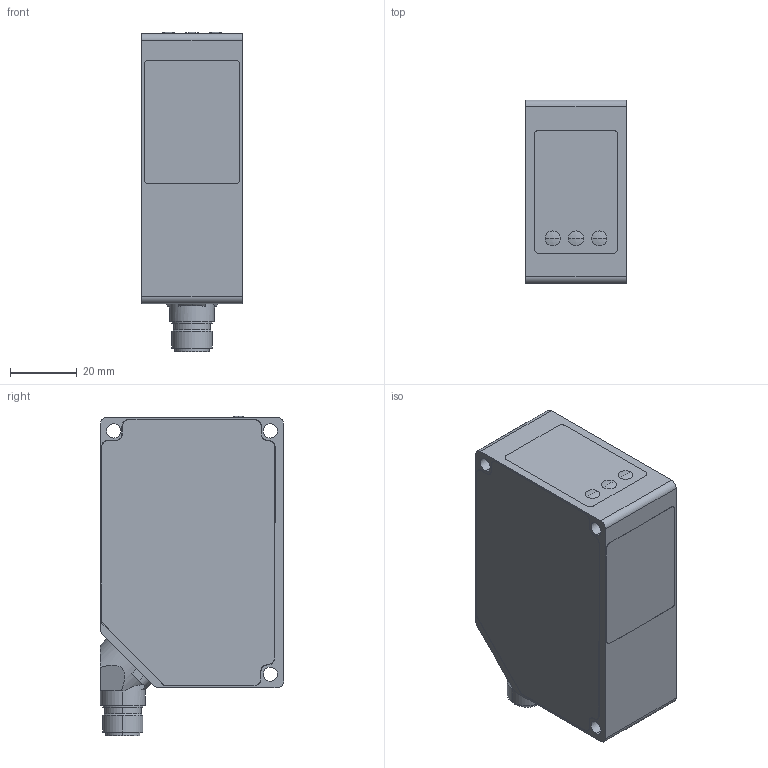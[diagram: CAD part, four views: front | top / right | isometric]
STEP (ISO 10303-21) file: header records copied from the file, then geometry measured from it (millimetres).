
FILE_DESCRIPTION (( 'STEP AP214' ), '1' );
FILE_NAME ('OPT2015.STEP', '2014-02-11T15:23:42', ( '' ), ( '' ), 'SwSTEP 2.0', 'SolidWorks 2013', '' );
FILE_SCHEMA (( 'AUTOMOTIVE_DESIGN' ));
Length unit declared in the file: millimetre
Products named in the file (1): OPT2015
Bounding box: 30 x 55 x 95.83 mm (x, y, z)
Volume: 122812.1 mm3; surface area: 29643.1 mm2
Topology: 21 solids, 21 shells, 321 faces, 785 edges, 519 vertices
Faces by surface type: plane 168, cylinder 145, sphere 6, cone 2
Entity records: 11471 total; most frequent: DIRECTION 1713, CARTESIAN_POINT 1691, ORIENTED_EDGE 1570, EDGE_CURVE 785, AXIS2_PLACEMENT_3D 617, VERTEX_POINT 519, LINE 479, VECTOR 479
